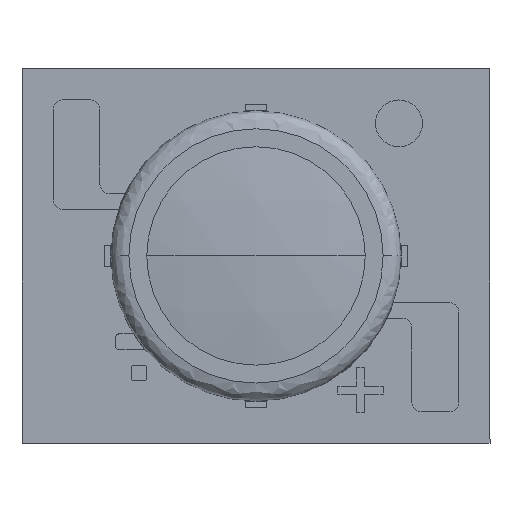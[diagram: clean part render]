
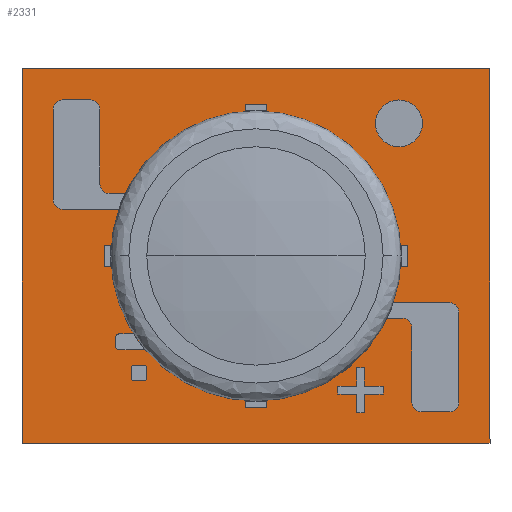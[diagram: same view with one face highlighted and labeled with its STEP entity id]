
A CAD part, top view. The second image highlights one B-rep face of the part: STEP entity #2331.
In plain terms, the highlighted planar face has unit normal (0, 0, 1).
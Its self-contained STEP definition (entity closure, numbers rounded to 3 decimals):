
#35 = DIRECTION ( 'NONE',  ( 0., -1., 0. ) ) ;
#75 = EDGE_LOOP ( 'NONE', ( #2669, #2533, #3001, #135 ) ) ;
#135 = ORIENTED_EDGE ( 'NONE', *, *, #2129, .T. ) ;
#136 = CARTESIAN_POINT ( 'NONE',  ( 7.5, -6., 1. ) ) ;
#157 = LINE ( 'NONE', #2657, #2169 ) ;
#203 = CARTESIAN_POINT ( 'NONE',  ( -7.5, -6., 1. ) ) ;
#247 = CARTESIAN_POINT ( 'NONE',  ( 0., 0., 1. ) ) ;
#347 = VERTEX_POINT ( 'NONE', #136 ) ;
#570 = DIRECTION ( 'NONE',  ( 0., 1., 0. ) ) ;
#572 = CARTESIAN_POINT ( 'NONE',  ( -7.5, 6., 1. ) ) ;
#575 = LINE ( 'NONE', #1076, #2975 ) ;
#629 = VECTOR ( 'NONE', #2356, 1000. ) ;
#708 = EDGE_CURVE ( 'NONE', #2323, #347, #3023, .T. ) ;
#817 = EDGE_CURVE ( 'NONE', #3245, #2323, #575, .T. ) ;
#1076 = CARTESIAN_POINT ( 'NONE',  ( -7.5, 6., 1. ) ) ;
#1182 = VECTOR ( 'NONE', #3346, 1000. ) ;
#1343 = DIRECTION ( 'NONE',  ( 0., 0., 1. ) ) ;
#1412 = VERTEX_POINT ( 'NONE', #2911 ) ;
#1814 = AXIS2_PLACEMENT_3D ( 'NONE', #247, #1343, #2133 ) ;
#1816 = PLANE ( 'NONE',  #1814 ) ;
#1935 = LINE ( 'NONE', #572, #1182 ) ;
#2095 = CARTESIAN_POINT ( 'NONE',  ( -7.5, -6., 1. ) ) ;
#2129 = EDGE_CURVE ( 'NONE', #1412, #3245, #1935, .T. ) ;
#2133 = DIRECTION ( 'NONE',  ( 1., 0., 0. ) ) ;
#2169 = VECTOR ( 'NONE', #570, 1000. ) ;
#2183 = FACE_OUTER_BOUND ( 'NONE', #75, .T. ) ;
#2323 = VERTEX_POINT ( 'NONE', #2095 ) ;
#2331 = ADVANCED_FACE ( 'NONE', ( #2183 ), #1816, .T. ) ;
#2356 = DIRECTION ( 'NONE',  ( 1., 0., 0. ) ) ;
#2491 = CARTESIAN_POINT ( 'NONE',  ( -7.5, 6., 1. ) ) ;
#2533 = ORIENTED_EDGE ( 'NONE', *, *, #708, .T. ) ;
#2657 = CARTESIAN_POINT ( 'NONE',  ( 7.5, 6., 1. ) ) ;
#2669 = ORIENTED_EDGE ( 'NONE', *, *, #817, .T. ) ;
#2911 = CARTESIAN_POINT ( 'NONE',  ( 7.5, 6., 1. ) ) ;
#2975 = VECTOR ( 'NONE', #35, 1000. ) ;
#2988 = EDGE_CURVE ( 'NONE', #347, #1412, #157, .T. ) ;
#3001 = ORIENTED_EDGE ( 'NONE', *, *, #2988, .T. ) ;
#3023 = LINE ( 'NONE', #203, #629 ) ;
#3245 = VERTEX_POINT ( 'NONE', #2491 ) ;
#3346 = DIRECTION ( 'NONE',  ( -1., 0., 0. ) ) ;
